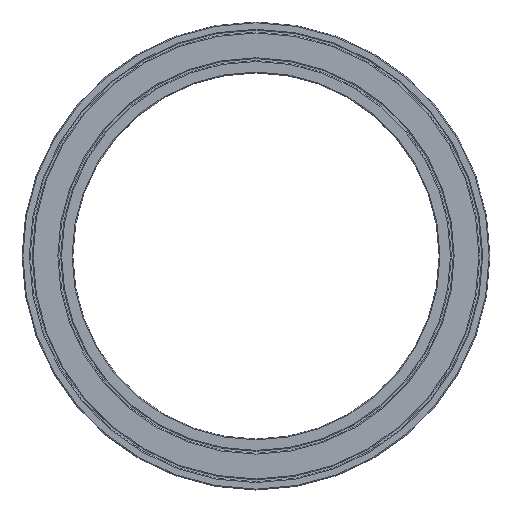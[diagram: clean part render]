
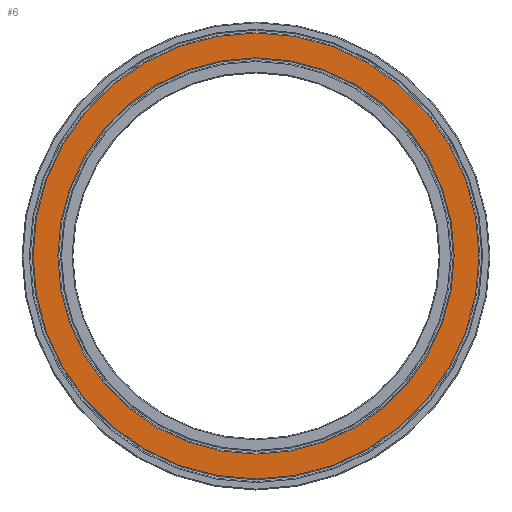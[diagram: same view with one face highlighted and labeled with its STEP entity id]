
A CAD part, top view. The second image highlights one B-rep face of the part: STEP entity #6.
In plain terms, the highlighted planar face has unit normal (0, 0, 1).
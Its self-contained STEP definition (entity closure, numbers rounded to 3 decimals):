
#6 = ADVANCED_FACE ( 'NONE', ( #556, #1175 ), #828, .T. ) ;
#26 = ORIENTED_EDGE ( 'NONE', *, *, #1401, .T. ) ;
#34 = CARTESIAN_POINT ( 'NONE',  ( 48.7, 0., 6. ) ) ;
#72 = CARTESIAN_POINT ( 'NONE',  ( 54.8, 0., 6. ) ) ;
#78 = DIRECTION ( 'NONE',  ( 0., 0., 1. ) ) ;
#96 = EDGE_CURVE ( 'NONE', #1177, #1297, #649, .T. ) ;
#223 = DIRECTION ( 'NONE',  ( 1., 0., 0. ) ) ;
#276 = CIRCLE ( 'NONE', #1018, 54.8 ) ;
#304 = CARTESIAN_POINT ( 'NONE',  ( 0., 0., 6. ) ) ;
#396 = ORIENTED_EDGE ( 'NONE', *, *, #96, .T. ) ;
#399 = DIRECTION ( 'NONE',  ( 1., 0., 0. ) ) ;
#451 = CARTESIAN_POINT ( 'NONE',  ( 0., 0., 6. ) ) ;
#555 = CARTESIAN_POINT ( 'NONE',  ( -54.8, 0., 6. ) ) ;
#556 = FACE_BOUND ( 'NONE', #894, .T. ) ;
#648 = DIRECTION ( 'NONE',  ( 0., 0., 1. ) ) ;
#649 = CIRCLE ( 'NONE', #1023, 48.7 ) ;
#651 = CARTESIAN_POINT ( 'NONE',  ( 0., 0., 6. ) ) ;
#657 = CARTESIAN_POINT ( 'NONE',  ( 0., 0., 6. ) ) ;
#729 = EDGE_CURVE ( 'NONE', #1129, #988, #1049, .T. ) ;
#732 = CARTESIAN_POINT ( 'NONE',  ( 0., 0., 6. ) ) ;
#815 = DIRECTION ( 'NONE',  ( 1., 0., 0. ) ) ;
#828 = PLANE ( 'NONE',  #1354 ) ;
#840 = DIRECTION ( 'NONE',  ( 0., 0., 1. ) ) ;
#841 = CIRCLE ( 'NONE', #1243, 48.7 ) ;
#888 = ORIENTED_EDGE ( 'NONE', *, *, #729, .T. ) ;
#894 = EDGE_LOOP ( 'NONE', ( #26, #396 ) ) ;
#926 = AXIS2_PLACEMENT_3D ( 'NONE', #651, #78, #815 ) ;
#931 = EDGE_LOOP ( 'NONE', ( #1319, #888 ) ) ;
#988 = VERTEX_POINT ( 'NONE', #72 ) ;
#1018 = AXIS2_PLACEMENT_3D ( 'NONE', #657, #648, #399 ) ;
#1023 = AXIS2_PLACEMENT_3D ( 'NONE', #304, #1119, #1356 ) ;
#1041 = CARTESIAN_POINT ( 'NONE',  ( -48.7, 0., 6. ) ) ;
#1049 = CIRCLE ( 'NONE', #926, 54.8 ) ;
#1091 = DIRECTION ( 'NONE',  ( 1., 0., 0. ) ) ;
#1119 = DIRECTION ( 'NONE',  ( 0., 0., -1. ) ) ;
#1129 = VERTEX_POINT ( 'NONE', #555 ) ;
#1175 = FACE_OUTER_BOUND ( 'NONE', #931, .T. ) ;
#1177 = VERTEX_POINT ( 'NONE', #1041 ) ;
#1211 = DIRECTION ( 'NONE',  ( 0., 0., -1. ) ) ;
#1243 = AXIS2_PLACEMENT_3D ( 'NONE', #732, #1211, #1091 ) ;
#1297 = VERTEX_POINT ( 'NONE', #34 ) ;
#1319 = ORIENTED_EDGE ( 'NONE', *, *, #1422, .T. ) ;
#1354 = AXIS2_PLACEMENT_3D ( 'NONE', #451, #840, #223 ) ;
#1356 = DIRECTION ( 'NONE',  ( 1., 0., 0. ) ) ;
#1401 = EDGE_CURVE ( 'NONE', #1297, #1177, #841, .T. ) ;
#1422 = EDGE_CURVE ( 'NONE', #988, #1129, #276, .T. ) ;
